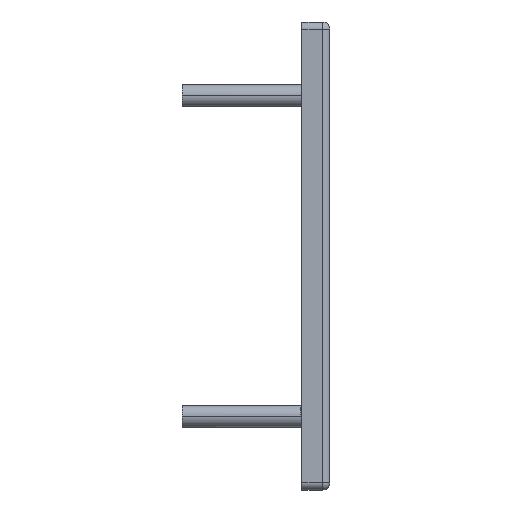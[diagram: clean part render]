
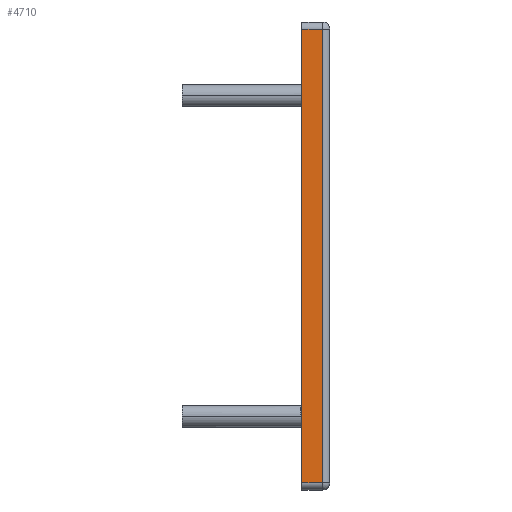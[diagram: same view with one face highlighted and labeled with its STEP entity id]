
A CAD part, front view. The second image highlights one B-rep face of the part: STEP entity #4710.
In plain terms, the highlighted planar face has unit normal (0, -1, 0).
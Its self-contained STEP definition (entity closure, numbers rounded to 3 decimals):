
#1623=CARTESIAN_POINT('Vertex',(6.019,-138.829,63.)) ;
#1626=CARTESIAN_POINT('Line Origine',(6.019,-138.829,0.)) ;
#1630=CARTESIAN_POINT('Vertex',(6.019,-138.829,-63.)) ;
#4680=CARTESIAN_POINT('Axis2P3D Location',(0.219,-138.829,-65.)) ;
#4685=CARTESIAN_POINT('Line Origine',(3.119,-138.829,-63.)) ;
#4689=CARTESIAN_POINT('Vertex',(0.219,-138.829,-63.)) ;
#4692=CARTESIAN_POINT('Line Origine',(3.119,-138.829,63.)) ;
#4696=CARTESIAN_POINT('Vertex',(0.219,-138.829,63.)) ;
#4699=CARTESIAN_POINT('Line Origine',(0.219,-138.829,0.)) ;
#1628=VECTOR('Line Direction',#1627,1.) ;
#4687=VECTOR('Line Direction',#4686,1.) ;
#4694=VECTOR('Line Direction',#4693,1.) ;
#4701=VECTOR('Line Direction',#4700,1.) ;
#1627=DIRECTION('Vector Direction',(0.,0.,1.)) ;
#4681=DIRECTION('Axis2P3D Direction',(0.,1.,0.)) ;
#4682=DIRECTION('Axis2P3D XDirection',(0.,0.,1.)) ;
#4686=DIRECTION('Vector Direction',(1.,0.,0.)) ;
#4693=DIRECTION('Vector Direction',(1.,0.,0.)) ;
#4700=DIRECTION('Vector Direction',(0.,0.,1.)) ;
#4683=AXIS2_PLACEMENT_3D('Plane Axis2P3D',#4680,#4681,#4682) ;
#1629=LINE('Line',#1626,#1628) ;
#4688=LINE('Line',#4685,#4687) ;
#4695=LINE('Line',#4692,#4694) ;
#4702=LINE('Line',#4699,#4701) ;
#4684=PLANE('',#4683) ;
#1632=EDGE_CURVE('',#1624,#1631,#1629,.F.) ;
#4691=EDGE_CURVE('',#1631,#4690,#4688,.F.) ;
#4698=EDGE_CURVE('',#4697,#1624,#4695,.T.) ;
#4703=EDGE_CURVE('',#4697,#4690,#4702,.F.) ;
#4705=ORIENTED_EDGE('',*,*,#4691,.F.) ;
#4706=ORIENTED_EDGE('',*,*,#1632,.F.) ;
#4707=ORIENTED_EDGE('',*,*,#4698,.F.) ;
#4708=ORIENTED_EDGE('',*,*,#4703,.T.) ;
#4704=EDGE_LOOP('',(#4705,#4706,#4707,#4708)) ;
#1624=VERTEX_POINT('',#1623) ;
#1631=VERTEX_POINT('',#1630) ;
#4690=VERTEX_POINT('',#4689) ;
#4697=VERTEX_POINT('',#4696) ;
#4710=ADVANCED_FACE('PartBody',(#4709),#4684,.F.) ;
#4709=FACE_OUTER_BOUND('',#4704,.T.) ;
